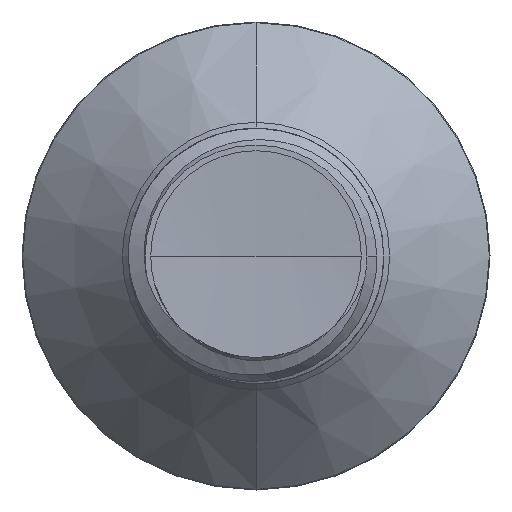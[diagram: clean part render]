
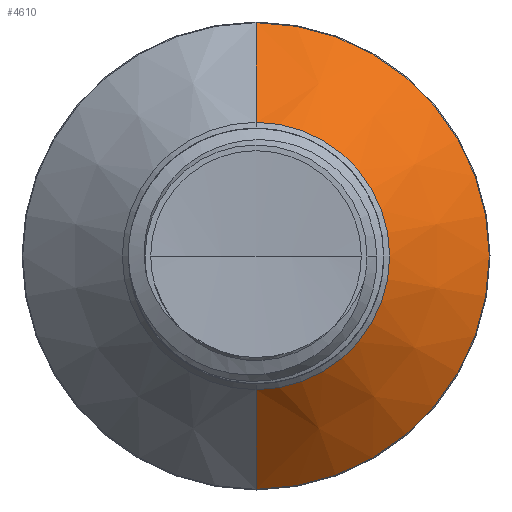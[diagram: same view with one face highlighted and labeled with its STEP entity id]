
A CAD part, front view. The second image highlights one B-rep face of the part: STEP entity #4610.
In plain terms, the highlighted conical face has half-angle 45 degrees and reference radius 3.141 mm.
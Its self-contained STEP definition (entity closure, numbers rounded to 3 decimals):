
#87 = ORIENTED_EDGE ( 'NONE', *, *, #4119, .T. ) ;
#450 = DIRECTION ( 'NONE',  ( 0., 0., 1. ) ) ;
#485 = DIRECTION ( 'NONE',  ( 0., 1., 0. ) ) ;
#488 = CARTESIAN_POINT ( 'NONE',  ( 0., 8.969, 0. ) ) ;
#532 = CARTESIAN_POINT ( 'NONE',  ( 0., 8.969, 3.141 ) ) ;
#715 = DIRECTION ( 'NONE',  ( 0., 0.707, 0.707 ) ) ;
#1440 = LINE ( 'NONE', #532, #21137 ) ;
#2067 = AXIS2_PLACEMENT_3D ( 'NONE', #7659, #7805, #8081 ) ;
#4119 = EDGE_CURVE ( 'NONE', #9258, #18106, #22710, .T. ) ;
#4169 = EDGE_CURVE ( 'NONE', #25920, #18106, #29055, .T. ) ;
#4610 = ADVANCED_FACE ( 'NONE', ( #27141 ), #20385, .T. ) ;
#5270 = VERTEX_POINT ( 'NONE', #9786 ) ;
#6905 = ORIENTED_EDGE ( 'NONE', *, *, #4169, .F. ) ;
#7659 = CARTESIAN_POINT ( 'NONE',  ( 0., 8.969, 0. ) ) ;
#7729 = EDGE_CURVE ( 'NONE', #5270, #9258, #8245, .T. ) ;
#7772 = EDGE_CURVE ( 'NONE', #5270, #25920, #1440, .T. ) ;
#7805 = DIRECTION ( 'NONE',  ( 0., 1., 0. ) ) ;
#8081 = DIRECTION ( 'NONE',  ( 0., 0., 1. ) ) ;
#8245 = CIRCLE ( 'NONE', #19091, 3.141 ) ;
#8260 = DIRECTION ( 'NONE',  ( 0., 0., 1. ) ) ;
#8298 = DIRECTION ( 'NONE',  ( 0., 1., 0. ) ) ;
#8334 = CARTESIAN_POINT ( 'NONE',  ( 0., 11.31, 0. ) ) ;
#8411 = DIRECTION ( 'NONE',  ( 0., 0.707, -0.707 ) ) ;
#8450 = CARTESIAN_POINT ( 'NONE',  ( 0., 8.969, -3.141 ) ) ;
#9258 = VERTEX_POINT ( 'NONE', #15555 ) ;
#9786 = CARTESIAN_POINT ( 'NONE',  ( 0., 8.969, 3.141 ) ) ;
#13752 = ORIENTED_EDGE ( 'NONE', *, *, #7772, .F. ) ;
#15555 = CARTESIAN_POINT ( 'NONE',  ( 0., 8.969, -3.141 ) ) ;
#16736 = VECTOR ( 'NONE', #8411, 1000. ) ;
#18106 = VERTEX_POINT ( 'NONE', #31238 ) ;
#18170 = CARTESIAN_POINT ( 'NONE',  ( 0., 11.31, 5.483 ) ) ;
#19091 = AXIS2_PLACEMENT_3D ( 'NONE', #488, #485, #450 ) ;
#19812 = ORIENTED_EDGE ( 'NONE', *, *, #7729, .T. ) ;
#20385 = CONICAL_SURFACE ( 'NONE', #2067, 3.141, 0.785 ) ;
#21137 = VECTOR ( 'NONE', #715, 1000. ) ;
#21627 = AXIS2_PLACEMENT_3D ( 'NONE', #8334, #8298, #8260 ) ;
#22710 = LINE ( 'NONE', #8450, #16736 ) ;
#23799 = EDGE_LOOP ( 'NONE', ( #19812, #87, #6905, #13752 ) ) ;
#25920 = VERTEX_POINT ( 'NONE', #18170 ) ;
#27141 = FACE_OUTER_BOUND ( 'NONE', #23799, .T. ) ;
#29055 = CIRCLE ( 'NONE', #21627, 5.483 ) ;
#31238 = CARTESIAN_POINT ( 'NONE',  ( 0., 11.31, -5.483 ) ) ;
